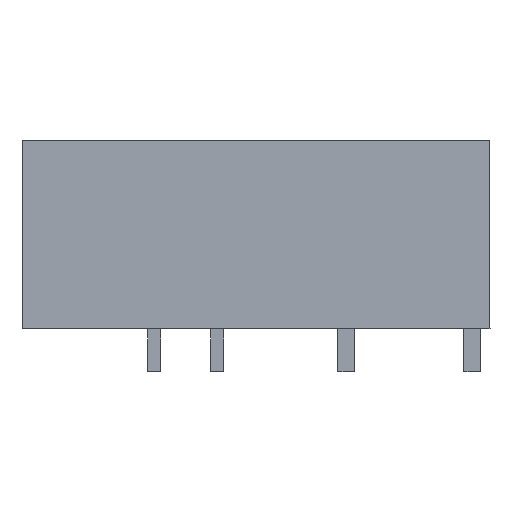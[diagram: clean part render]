
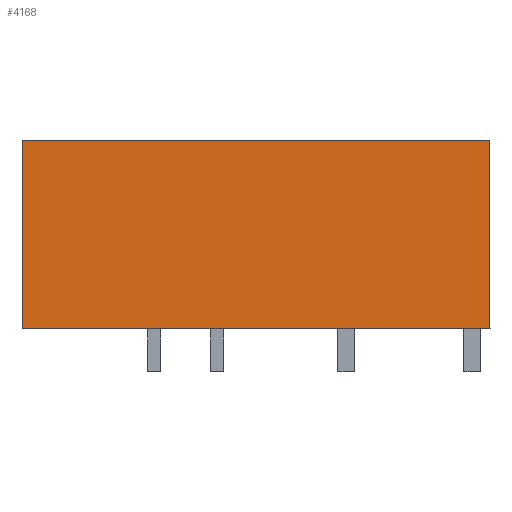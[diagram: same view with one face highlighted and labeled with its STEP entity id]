
A CAD part, left-side view. The second image highlights one B-rep face of the part: STEP entity #4168.
In plain terms, the highlighted planar face has unit normal (-1, 0, 0).
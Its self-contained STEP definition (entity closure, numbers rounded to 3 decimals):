
#4155=AXIS2_PLACEMENT_3D('Plane Axis2P3D',#4152,#4153,#4154) ;
#1444=CARTESIAN_POINT('Vertex',(0.,0.,14.)) ;
#1447=CARTESIAN_POINT('Line Origine',(0.,0.,8.3)) ;
#1451=CARTESIAN_POINT('Vertex',(0.,0.,2.6)) ;
#1543=CARTESIAN_POINT('Line Origine',(0.,14.15,2.6)) ;
#1547=CARTESIAN_POINT('Vertex',(0.,28.3,2.6)) ;
#3413=CARTESIAN_POINT('Vertex',(0.,28.3,14.)) ;
#3475=CARTESIAN_POINT('Line Origine',(0.,28.3,8.3)) ;
#4152=CARTESIAN_POINT('Axis2P3D Location',(0.,0.,17.5)) ;
#4157=CARTESIAN_POINT('Line Origine',(0.,14.15,14.)) ;
#1448=DIRECTION('Vector Direction',(0.,0.,-1.)) ;
#1544=DIRECTION('Vector Direction',(0.,-1.,0.)) ;
#3476=DIRECTION('Vector Direction',(0.,0.,1.)) ;
#4153=DIRECTION('Axis2P3D Direction',(-1.,0.,0.)) ;
#4154=DIRECTION('Axis2P3D XDirection',(0.,1.,0.)) ;
#4158=DIRECTION('Vector Direction',(0.,-1.,0.)) ;
#1449=VECTOR('Line Direction',#1448,1.) ;
#1545=VECTOR('Line Direction',#1544,1.) ;
#3477=VECTOR('Line Direction',#3476,1.) ;
#4159=VECTOR('Line Direction',#4158,1.) ;
#4163=ORIENTED_EDGE('',*,*,#4161,.F.) ;
#4164=ORIENTED_EDGE('',*,*,#3479,.F.) ;
#4165=ORIENTED_EDGE('',*,*,#1549,.T.) ;
#4166=ORIENTED_EDGE('',*,*,#1453,.T.) ;
#4168=ADVANCED_FACE('model',(#4167),#4156,.T.) ;
#1453=EDGE_CURVE('',#1452,#1445,#1450,.F.) ;
#1549=EDGE_CURVE('',#1548,#1452,#1546,.T.) ;
#3479=EDGE_CURVE('',#1548,#3414,#3478,.T.) ;
#4161=EDGE_CURVE('',#3414,#1445,#4160,.T.) ;
#4162=EDGE_LOOP('',(#4163,#4164,#4165,#4166)) ;
#4167=FACE_OUTER_BOUND('',#4162,.T.) ;
#1450=LINE('Line',#1447,#1449) ;
#1546=LINE('Line',#1543,#1545) ;
#3478=LINE('Line',#3475,#3477) ;
#4160=LINE('Line',#4157,#4159) ;
#4156=PLANE('',#4155) ;
#1445=VERTEX_POINT('',#1444) ;
#1452=VERTEX_POINT('',#1451) ;
#1548=VERTEX_POINT('',#1547) ;
#3414=VERTEX_POINT('',#3413) ;
